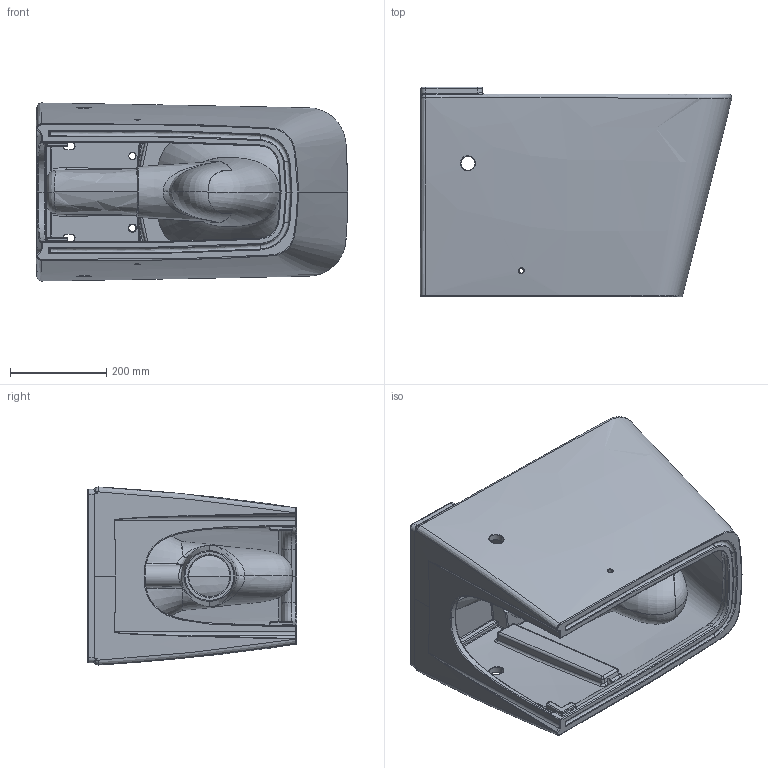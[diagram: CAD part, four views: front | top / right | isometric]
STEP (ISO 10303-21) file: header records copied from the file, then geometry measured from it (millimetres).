
FILE_DESCRIPTION (( 'STEP AP203' ), '1' );
FILE_NAME ('S28R308716P.STEP', '2025-03-10T06:31:59', ( '' ), ( '' ), 'SwSTEP 2.0', 'SolidWorks 2021', '' );
FILE_SCHEMA (( 'CONFIG_CONTROL_DESIGN' ));
Products named in the file (1): S28R308716P
Bounding box: 646.27 x 434 x 369.33 mm (x, y, z)
Volume: 19292696.7 mm3; surface area: 2295057.1 mm2
Topology: 1 solids, 1 shells, 758 faces, 1887 edges, 1093 vertices
Faces by surface type: bspline 418, cylinder 142, plane 85, torus 62, sphere 45, cone 6
Entity records: 187257 total; most frequent: CARTESIAN_POINT 172554, ORIENTED_EDGE 3696, DIRECTION 2156, EDGE_CURVE 1848, VERTEX_POINT 1093, B_SPLINE_CURVE_WITH_KNOTS 926, AXIS2_PLACEMENT_3D 926, EDGE_LOOP 791
